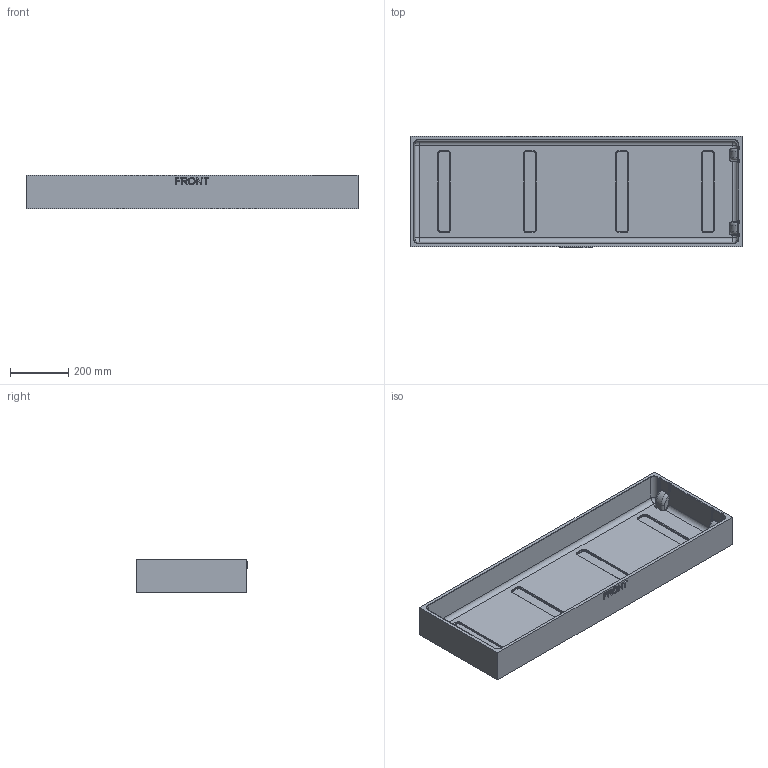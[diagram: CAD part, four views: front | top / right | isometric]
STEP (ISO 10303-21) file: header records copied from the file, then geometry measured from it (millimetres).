
FILE_DESCRIPTION( ( 'Unknown' ), '1' );
FILE_NAME( '3200-base_internal_tub.stp', 'Unknown', ( 'Unknown' ), ( 'Unknown' ), 'PSStep 10.1', 'Unknown', ' ' );
FILE_SCHEMA( ( 'AUTOMOTIVE_DESIGN { 1 0 10303 214 1 1 1 1 }' ) );
Length unit declared in the file: millimetre
Products named in the file (1): 1
Bounding box: 1143 x 384.18 x 114.3 mm (x, y, z)
Volume: 9901108.4 mm3; surface area: 1503711.2 mm2
Topology: 1 solids, 1 shells, 339 faces, 795 edges, 454 vertices
Faces by surface type: cylinder 128, bspline 104, plane 97, extrusion 6, sphere 4
Entity records: 13954 total; most frequent: CARTESIAN_POINT 7249, ORIENTED_EDGE 1554, DIRECTION 1129, EDGE_CURVE 777, VERTEX_POINT 454, AXIS2_PLACEMENT_3D 410, EDGE_LOOP 353, FACE_OUTER_BOUND 341
